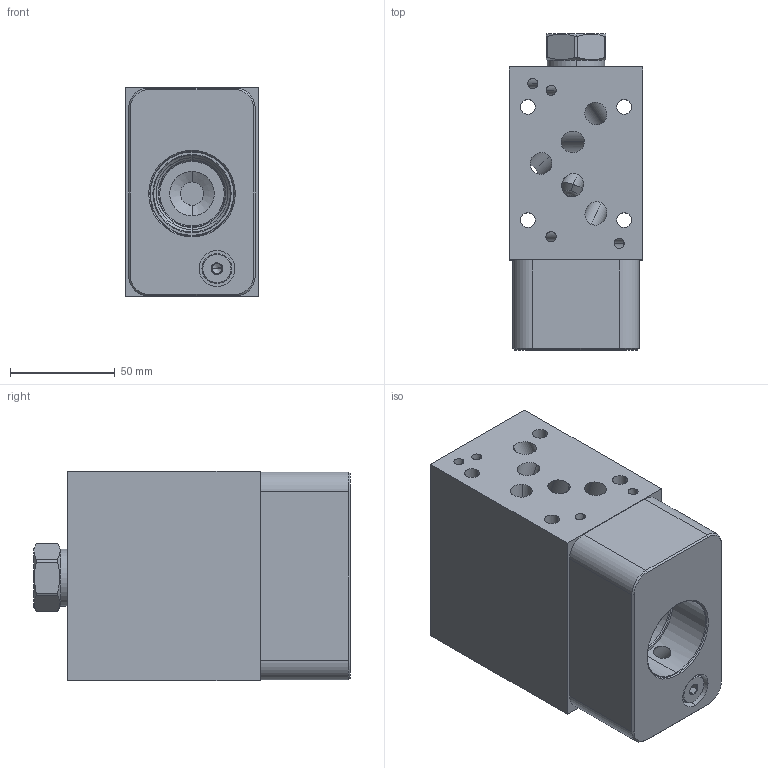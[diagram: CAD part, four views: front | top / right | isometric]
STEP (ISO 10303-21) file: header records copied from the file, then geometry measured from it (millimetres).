
FILE_DESCRIPTION((''),'2;1');
FILE_NAME('U8B_ASM','2020-01-22T',('ProEService'),(''),'PRO/ENGINEER BY PARAMETRIC TECHNOLOGY CORPORATION, 2014200','PRO/ENGINEER BY PARAMETRIC TECHNOLOGY CORPORATION, 2014200','');
FILE_SCHEMA(('CONFIG_CONTROL_DESIGN'));
Length unit declared in the file: inch
Products named in the file (4): 173-665; CXFAXCN; A330-006-004; U8B_ASM
Assembly tree (3 placements, depth 2):
  U8B_ASM
    173-665
    CXFAXCN
    A330-006-004
Bounding box: 63.5 x 150.8 x 100.03 mm (x, y, z)
Volume: 695210.6 mm3; surface area: 110045.5 mm2
Topology: 5 solids, 5 shells, 297 faces, 1026 edges, 910 vertices
Faces by surface type: cylinder 128, cone 59, plane 54, torus 28, sphere 20, revolution 8
Entity records: 14078 total; most frequent: CARTESIAN_POINT 5412, DIRECTION 1818, ORIENTED_EDGE 1448, EDGE_CURVE 724, AXIS2_PLACEMENT_3D 629, VECTOR 552, LINE 552, VERTEX_POINT 445
